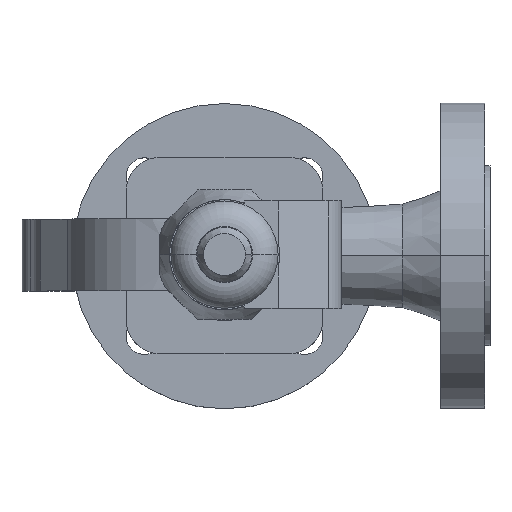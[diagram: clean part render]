
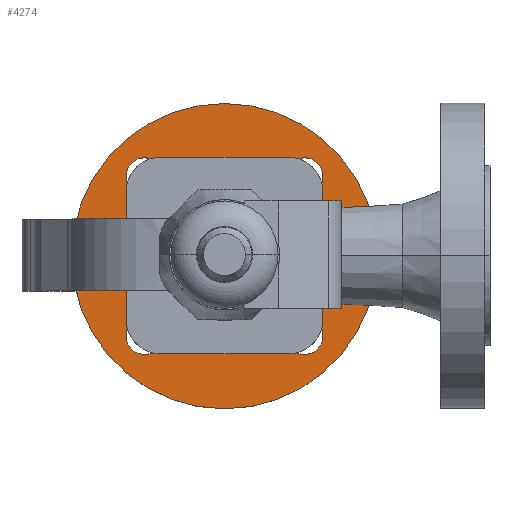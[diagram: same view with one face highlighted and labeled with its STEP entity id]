
A CAD part, top view. The second image highlights one B-rep face of the part: STEP entity #4274.
In plain terms, the highlighted planar face has unit normal (0, 0, 1).
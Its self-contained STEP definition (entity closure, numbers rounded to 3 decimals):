
#1696=CARTESIAN_POINT('',(-57.5,0.,18.6));
#1697=VERTEX_POINT('',#1696);
#1704=CARTESIAN_POINT('',(57.5,-0.,18.6));
#1705=VERTEX_POINT('',#1704);
#1706=CARTESIAN_POINT('',(0.,-0.,18.6));
#1707=DIRECTION('',(-0.,0.,-1.));
#1708=DIRECTION('',(-1.,0.,0.));
#1709=AXIS2_PLACEMENT_3D('',#1706,#1707,#1708);
#1710=CIRCLE('',#1709,57.5);
#1711=EDGE_CURVE('',#1697,#1705,#1710,.T.);
#1727=CARTESIAN_POINT('',(24.5,0.,18.6));
#1728=VERTEX_POINT('',#1727);
#1729=CARTESIAN_POINT('',(-24.5,-0.,18.6));
#1730=VERTEX_POINT('',#1729);
#1731=CARTESIAN_POINT('',(0.,-0.,18.6));
#1732=DIRECTION('',(0.,0.,-1.));
#1733=DIRECTION('',(-1.,0.,0.));
#1734=AXIS2_PLACEMENT_3D('',#1731,#1732,#1733);
#1735=CIRCLE('',#1734,24.5);
#1736=EDGE_CURVE('',#1728,#1730,#1735,.T.);
#3257=CARTESIAN_POINT('',(37.052,30.052,18.6));
#3258=VERTEX_POINT('',#3257);
#3265=CARTESIAN_POINT('',(23.052,30.052,18.6));
#3266=VERTEX_POINT('',#3265);
#3267=CARTESIAN_POINT('',(30.052,30.052,18.6));
#3268=DIRECTION('',(0.,0.,-1.));
#3269=DIRECTION('',(1.,0.,0.));
#3270=AXIS2_PLACEMENT_3D('',#3267,#3268,#3269);
#3271=CIRCLE('',#3270,7.);
#3272=EDGE_CURVE('',#3266,#3258,#3271,.T.);
#3288=CARTESIAN_POINT('',(37.052,-30.052,18.6));
#3289=VERTEX_POINT('',#3288);
#3290=CARTESIAN_POINT('',(23.052,-30.052,18.6));
#3291=VERTEX_POINT('',#3290);
#3292=CARTESIAN_POINT('',(30.052,-30.052,18.6));
#3293=DIRECTION('',(0.,0.,-1.));
#3294=DIRECTION('',(1.,0.,0.));
#3295=AXIS2_PLACEMENT_3D('',#3292,#3293,#3294);
#3296=CIRCLE('',#3295,7.);
#3297=EDGE_CURVE('',#3289,#3291,#3296,.T.);
#3321=CARTESIAN_POINT('',(-37.052,-30.052,18.6));
#3322=VERTEX_POINT('',#3321);
#3329=CARTESIAN_POINT('',(-23.052,-30.052,18.6));
#3330=VERTEX_POINT('',#3329);
#3331=CARTESIAN_POINT('',(-30.052,-30.052,18.6));
#3332=DIRECTION('',(0.,0.,-1.));
#3333=DIRECTION('',(1.,0.,0.));
#3334=AXIS2_PLACEMENT_3D('',#3331,#3332,#3333);
#3335=CIRCLE('',#3334,7.);
#3336=EDGE_CURVE('',#3330,#3322,#3335,.T.);
#3353=CARTESIAN_POINT('',(-23.052,30.052,18.6));
#3354=VERTEX_POINT('',#3353);
#3361=CARTESIAN_POINT('',(-37.052,30.052,18.6));
#3362=VERTEX_POINT('',#3361);
#3363=CARTESIAN_POINT('',(-30.052,30.052,18.6));
#3364=DIRECTION('',(0.,0.,-1.));
#3365=DIRECTION('',(1.,0.,0.));
#3366=AXIS2_PLACEMENT_3D('',#3363,#3364,#3365);
#3367=CIRCLE('',#3366,7.);
#3368=EDGE_CURVE('',#3362,#3354,#3367,.T.);
#4209=CARTESIAN_POINT('',(-41.,0.,18.6));
#4210=DIRECTION('',(0.,-0.,1.));
#4211=DIRECTION('',(1.,-0.,-0.));
#4212=AXIS2_PLACEMENT_3D('',#4209,#4210,#4211);
#4213=PLANE('',#4212);
#4214=ORIENTED_EDGE('',*,*,#3368,.T.);
#4215=CARTESIAN_POINT('',(-30.052,30.052,18.6));
#4216=DIRECTION('',(0.,0.,-1.));
#4217=DIRECTION('',(1.,0.,0.));
#4218=AXIS2_PLACEMENT_3D('',#4215,#4216,#4217);
#4219=CIRCLE('',#4218,7.);
#4220=EDGE_CURVE('',#3354,#3362,#4219,.T.);
#4221=ORIENTED_EDGE('',*,*,#4220,.T.);
#4222=EDGE_LOOP('',(#4214,#4221));
#4223=FACE_BOUND('',#4222,.T.);
#4224=CARTESIAN_POINT('',(-30.052,-30.052,18.6));
#4225=DIRECTION('',(0.,0.,-1.));
#4226=DIRECTION('',(1.,0.,0.));
#4227=AXIS2_PLACEMENT_3D('',#4224,#4225,#4226);
#4228=CIRCLE('',#4227,7.);
#4229=EDGE_CURVE('',#3322,#3330,#4228,.T.);
#4230=ORIENTED_EDGE('',*,*,#4229,.T.);
#4231=ORIENTED_EDGE('',*,*,#3336,.T.);
#4232=EDGE_LOOP('',(#4230,#4231));
#4233=FACE_BOUND('',#4232,.T.);
#4234=ORIENTED_EDGE('',*,*,#3297,.T.);
#4235=CARTESIAN_POINT('',(30.052,-30.052,18.6));
#4236=DIRECTION('',(0.,0.,-1.));
#4237=DIRECTION('',(1.,0.,0.));
#4238=AXIS2_PLACEMENT_3D('',#4235,#4236,#4237);
#4239=CIRCLE('',#4238,7.);
#4240=EDGE_CURVE('',#3291,#3289,#4239,.T.);
#4241=ORIENTED_EDGE('',*,*,#4240,.T.);
#4242=EDGE_LOOP('',(#4234,#4241));
#4243=FACE_BOUND('',#4242,.T.);
#4244=ORIENTED_EDGE('',*,*,#3272,.T.);
#4245=CARTESIAN_POINT('',(30.052,30.052,18.6));
#4246=DIRECTION('',(0.,0.,-1.));
#4247=DIRECTION('',(1.,0.,0.));
#4248=AXIS2_PLACEMENT_3D('',#4245,#4246,#4247);
#4249=CIRCLE('',#4248,7.);
#4250=EDGE_CURVE('',#3258,#3266,#4249,.T.);
#4251=ORIENTED_EDGE('',*,*,#4250,.T.);
#4252=EDGE_LOOP('',(#4244,#4251));
#4253=FACE_BOUND('',#4252,.T.);
#4254=ORIENTED_EDGE('',*,*,#1736,.T.);
#4255=CARTESIAN_POINT('',(0.,-0.,18.6));
#4256=DIRECTION('',(0.,0.,-1.));
#4257=DIRECTION('',(-1.,0.,0.));
#4258=AXIS2_PLACEMENT_3D('',#4255,#4256,#4257);
#4259=CIRCLE('',#4258,24.5);
#4260=EDGE_CURVE('',#1730,#1728,#4259,.T.);
#4261=ORIENTED_EDGE('',*,*,#4260,.T.);
#4262=EDGE_LOOP('',(#4254,#4261));
#4263=FACE_BOUND('',#4262,.T.);
#4264=ORIENTED_EDGE('',*,*,#1711,.F.);
#4265=CARTESIAN_POINT('',(0.,-0.,18.6));
#4266=DIRECTION('',(-0.,0.,-1.));
#4267=DIRECTION('',(-1.,0.,0.));
#4268=AXIS2_PLACEMENT_3D('',#4265,#4266,#4267);
#4269=CIRCLE('',#4268,57.5);
#4270=EDGE_CURVE('',#1705,#1697,#4269,.T.);
#4271=ORIENTED_EDGE('',*,*,#4270,.F.);
#4272=EDGE_LOOP('',(#4264,#4271));
#4273=FACE_BOUND('',#4272,.T.);
#4274=ADVANCED_FACE('',(#4223,#4233,#4243,#4253,#4263,#4273),#4213,.T.);
